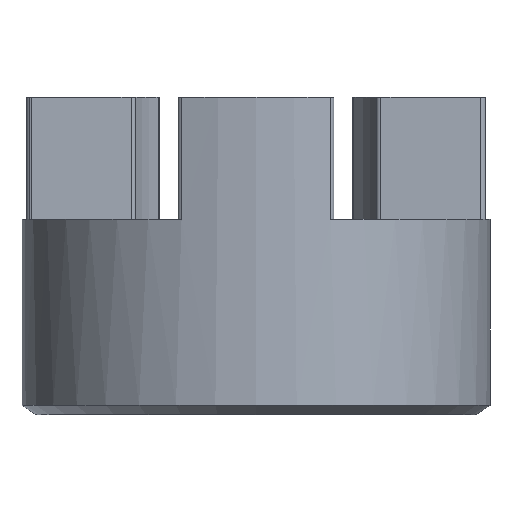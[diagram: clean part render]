
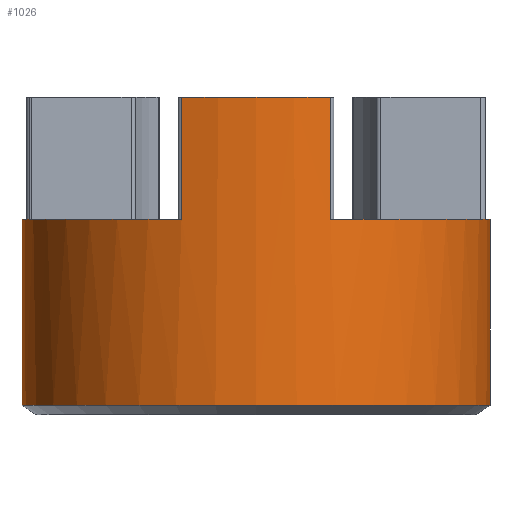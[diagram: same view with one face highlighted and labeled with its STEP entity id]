
A CAD part, front view. The second image highlights one B-rep face of the part: STEP entity #1026.
In plain terms, the highlighted cylindrical face has radius 32.345 mm (diameter 64.691 mm), a partial arc.
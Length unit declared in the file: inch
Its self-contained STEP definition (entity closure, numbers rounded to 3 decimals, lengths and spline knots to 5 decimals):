
#262 = ORIENTED_EDGE ( 'NONE', *, *, #715, .F. ) ;
#263 = ORIENTED_EDGE ( 'NONE', *, *, #714, .T. ) ;
#264 = ORIENTED_EDGE ( 'NONE', *, *, #686, .F. ) ;
#265 = ORIENTED_EDGE ( 'NONE', *, *, #688, .T. ) ;
#266 = ORIENTED_EDGE ( 'NONE', *, *, #685, .F. ) ;
#267 = ORIENTED_EDGE ( 'NONE', *, *, #683, .T. ) ;
#268 = ORIENTED_EDGE ( 'NONE', *, *, #684, .T. ) ;
#269 = ORIENTED_EDGE ( 'NONE', *, *, #1121, .F. ) ;
#393 = LINE ( 'NONE', #1985, #398 ) ;
#394 = CIRCLE ( 'NONE', #1122, 1.27344 ) ;
#397 = CIRCLE ( 'NONE', #1124, 1.27344 ) ;
#398 = VECTOR ( 'NONE', #1984, 39.37008 ) ;
#399 = CIRCLE ( 'NONE', #1123, 1.27344 ) ;
#402 = LINE ( 'NONE', #1982, #404 ) ;
#404 = VECTOR ( 'NONE', #1974, 39.37008 ) ;
#437 = LINE ( 'NONE', #1860, #439 ) ;
#438 = CIRCLE ( 'NONE', #1139, 1.27344 ) ;
#439 = VECTOR ( 'NONE', #1853, 39.37008 ) ;
#579 = FACE_OUTER_BOUND ( 'NONE', #2113, .T. ) ;
#584 = CYLINDRICAL_SURFACE ( 'NONE', #1186, 1.27344 ) ;
#645 = LINE ( 'NONE', #1395, #647 ) ;
#647 = VECTOR ( 'NONE', #1396, 39.37008 ) ;
#683 = EDGE_CURVE ( 'NONE', #2138, #2195, #393, .T. ) ;
#684 = EDGE_CURVE ( 'NONE', #1048, #2138, #394, .T. ) ;
#685 = EDGE_CURVE ( 'NONE', #1081, #2195, #399, .T. ) ;
#686 = EDGE_CURVE ( 'NONE', #1078, #2171, #397, .T. ) ;
#688 = EDGE_CURVE ( 'NONE', #1081, #2171, #402, .T. ) ;
#714 = EDGE_CURVE ( 'NONE', #1078, #2146, #437, .T. ) ;
#715 = EDGE_CURVE ( 'NONE', #2086, #2146, #438, .T. ) ;
#1026 = ADVANCED_FACE ( 'NONE', ( #579 ), #584, .T. ) ;
#1048 = VERTEX_POINT ( 'NONE', #1260 ) ;
#1078 = VERTEX_POINT ( 'NONE', #1270 ) ;
#1081 = VERTEX_POINT ( 'NONE', #1271 ) ;
#1121 = EDGE_CURVE ( 'NONE', #1048, #2086, #645, .T. ) ;
#1122 = AXIS2_PLACEMENT_3D ( 'NONE', #1981, #1980, #1979 ) ;
#1123 = AXIS2_PLACEMENT_3D ( 'NONE', #1978, #1976, #1975 ) ;
#1124 = AXIS2_PLACEMENT_3D ( 'NONE', #1973, #1972, #1971 ) ;
#1139 = AXIS2_PLACEMENT_3D ( 'NONE', #1857, #1856, #1854 ) ;
#1186 = AXIS2_PLACEMENT_3D ( 'NONE', #1221, #1220, #1222 ) ;
#1220 = DIRECTION ( 'NONE',  ( 0., 0., 1. ) ) ;
#1221 = CARTESIAN_POINT ( 'NONE',  ( 0., 0., -1.42188 ) ) ;
#1222 = DIRECTION ( 'NONE',  ( 1., 0., 0. ) ) ;
#1260 = CARTESIAN_POINT ( 'NONE',  ( -1.27344, 0., -1.37094 ) ) ;
#1270 = CARTESIAN_POINT ( 'NONE',  ( -0.40526, -1.20723, 0.30562 ) ) ;
#1271 = CARTESIAN_POINT ( 'NONE',  ( 0.40526, -1.20723, -0.35938 ) ) ;
#1395 = CARTESIAN_POINT ( 'NONE',  ( -1.27344, 0., -1.42188 ) ) ;
#1396 = DIRECTION ( 'NONE',  ( 0., 0., 1. ) ) ;
#1608 = CARTESIAN_POINT ( 'NONE',  ( -1.27344, 0., -0.35938 ) ) ;
#1677 = CARTESIAN_POINT ( 'NONE',  ( 1.27344, 0., -1.37094 ) ) ;
#1682 = CARTESIAN_POINT ( 'NONE',  ( -0.40526, -1.20723, -0.35938 ) ) ;
#1707 = CARTESIAN_POINT ( 'NONE',  ( 0.40526, -1.20723, 0.30562 ) ) ;
#1731 = CARTESIAN_POINT ( 'NONE',  ( 1.27344, 0., -0.35938 ) ) ;
#1853 = DIRECTION ( 'NONE',  ( 0., 0., -1. ) ) ;
#1854 = DIRECTION ( 'NONE',  ( 1., 0., 0. ) ) ;
#1856 = DIRECTION ( 'NONE',  ( 0., 0., 1. ) ) ;
#1857 = CARTESIAN_POINT ( 'NONE',  ( 0., 0., -0.35938 ) ) ;
#1860 = CARTESIAN_POINT ( 'NONE',  ( -0.40526, -1.20723, -1.42188 ) ) ;
#1971 = DIRECTION ( 'NONE',  ( 1., 0., 0. ) ) ;
#1972 = DIRECTION ( 'NONE',  ( 0., 0., 1. ) ) ;
#1973 = CARTESIAN_POINT ( 'NONE',  ( 0., 0., 0.30562 ) ) ;
#1974 = DIRECTION ( 'NONE',  ( 0., 0., 1. ) ) ;
#1975 = DIRECTION ( 'NONE',  ( 1., 0., 0. ) ) ;
#1976 = DIRECTION ( 'NONE',  ( 0., 0., 1. ) ) ;
#1978 = CARTESIAN_POINT ( 'NONE',  ( 0., 0., -0.35938 ) ) ;
#1979 = DIRECTION ( 'NONE',  ( 1., 0., 0. ) ) ;
#1980 = DIRECTION ( 'NONE',  ( 0., 0., 1. ) ) ;
#1981 = CARTESIAN_POINT ( 'NONE',  ( 0., 0., -1.37094 ) ) ;
#1982 = CARTESIAN_POINT ( 'NONE',  ( 0.40526, -1.20723, -1.42188 ) ) ;
#1984 = DIRECTION ( 'NONE',  ( 0., 0., 1. ) ) ;
#1985 = CARTESIAN_POINT ( 'NONE',  ( 1.27344, 0., -1.42188 ) ) ;
#2086 = VERTEX_POINT ( 'NONE', #1608 ) ;
#2113 = EDGE_LOOP ( 'NONE', ( #269, #268, #267, #266, #265, #264, #263, #262 ) ) ;
#2138 = VERTEX_POINT ( 'NONE', #1677 ) ;
#2146 = VERTEX_POINT ( 'NONE', #1682 ) ;
#2171 = VERTEX_POINT ( 'NONE', #1707 ) ;
#2195 = VERTEX_POINT ( 'NONE', #1731 ) ;
